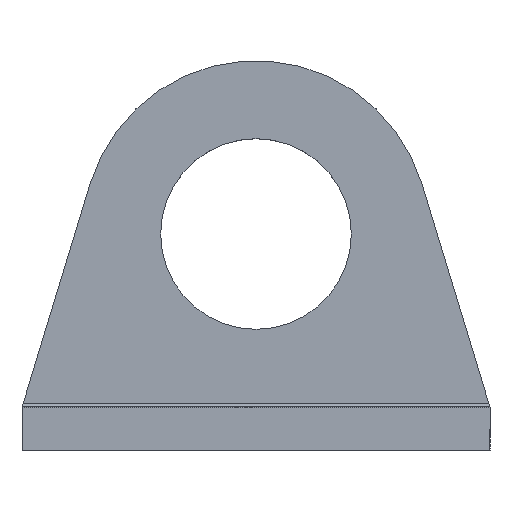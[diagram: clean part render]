
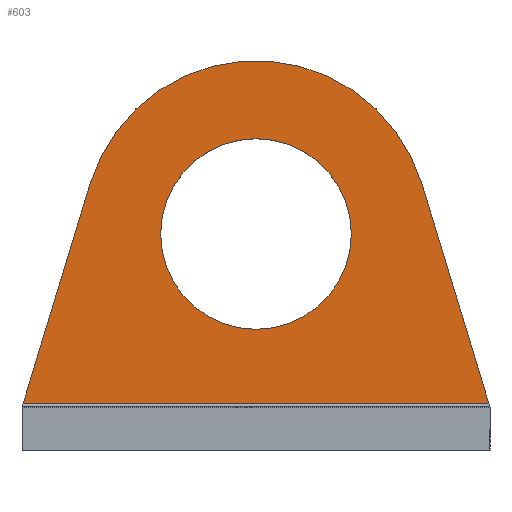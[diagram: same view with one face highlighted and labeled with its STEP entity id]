
A CAD part, top view. The second image highlights one B-rep face of the part: STEP entity #603.
In plain terms, the highlighted planar face has unit normal (0, 0, 1).
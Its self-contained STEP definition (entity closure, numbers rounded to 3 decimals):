
#51=CARTESIAN_POINT('',(-11.0,0.,-20.0));
#52=VERTEX_POINT('',#51);
#68=CARTESIAN_POINT('',(11.0,0.,-20.0));
#69=VERTEX_POINT('',#68);
#76=CARTESIAN_POINT('',(0.0,0.0,-20.0));
#77=DIRECTION('',(0.0,0.0,1.0));
#78=DIRECTION('',(-1.0,0.0,0.0));
#79=AXIS2_PLACEMENT_3D('',#76,#77,#78);
#80=CIRCLE('',#79,11.0);
#81=EDGE_CURVE('',#69,#52,#80,.T.);
#101=CARTESIAN_POINT('',(26.848,-19.5,-20.0));
#102=VERTEX_POINT('',#101);
#110=CARTESIAN_POINT('',(-26.848,-19.5,-20.0));
#111=VERTEX_POINT('',#110);
#112=CARTESIAN_POINT('',(26.848,-19.5,-20.0));
#113=DIRECTION('',(-1.0,0.0,0.0));
#114=VECTOR('',#113,53.695);
#115=LINE('',#112,#114);
#116=EDGE_CURVE('',#102,#111,#115,.T.);
#451=CARTESIAN_POINT('',(19.132,5.828,-20.0));
#452=VERTEX_POINT('',#451);
#459=CARTESIAN_POINT('',(19.132,5.828,-20.0));
#460=DIRECTION('',(0.291,-0.957,0.0));
#461=VECTOR('',#460,26.477);
#462=LINE('',#459,#461);
#463=EDGE_CURVE('',#452,#102,#462,.T.);
#541=CARTESIAN_POINT('',(-19.132,5.828,-20.0));
#542=VERTEX_POINT('',#541);
#543=CARTESIAN_POINT('',(-26.848,-19.5,-20.0));
#544=DIRECTION('',(0.291,0.957,0.0));
#545=VECTOR('',#544,26.477);
#546=LINE('',#543,#545);
#547=EDGE_CURVE('',#111,#542,#546,.T.);
#576=CARTESIAN_POINT('',(27.,-20.,-20.0));
#577=DIRECTION('',(0.0,0.0,-1.0));
#578=DIRECTION('',(-1.0,0.0,0.0));
#579=AXIS2_PLACEMENT_3D('',#576,#577,#578);
#580=PLANE('',#579);
#581=ORIENTED_EDGE('',*,*,#116,.F.);
#582=ORIENTED_EDGE('',*,*,#463,.F.);
#583=CARTESIAN_POINT('',(0.0,0.0,-20.0));
#584=DIRECTION('',(0.0,0.0,-1.));
#585=DIRECTION('',(0.957,0.291,0.0));
#586=AXIS2_PLACEMENT_3D('',#583,#584,#585);
#587=CIRCLE('',#586,20.);
#588=EDGE_CURVE('',#542,#452,#587,.T.);
#589=ORIENTED_EDGE('',*,*,#588,.F.);
#590=ORIENTED_EDGE('',*,*,#547,.F.);
#591=EDGE_LOOP('',(#581,#582,#589,#590));
#592=FACE_OUTER_BOUND('',#591,.T.);
#593=ORIENTED_EDGE('',*,*,#81,.F.);
#594=CARTESIAN_POINT('',(0.0,0.0,-20.0));
#595=DIRECTION('',(0.0,0.0,1.0));
#596=DIRECTION('',(-1.0,0.0,0.0));
#597=AXIS2_PLACEMENT_3D('',#594,#595,#596);
#598=CIRCLE('',#597,11.0);
#599=EDGE_CURVE('',#52,#69,#598,.T.);
#600=ORIENTED_EDGE('',*,*,#599,.F.);
#601=EDGE_LOOP('',(#593,#600));
#602=FACE_BOUND('',#601,.T.);
#603=ADVANCED_FACE('',(#592,#602),#580,.F.);
